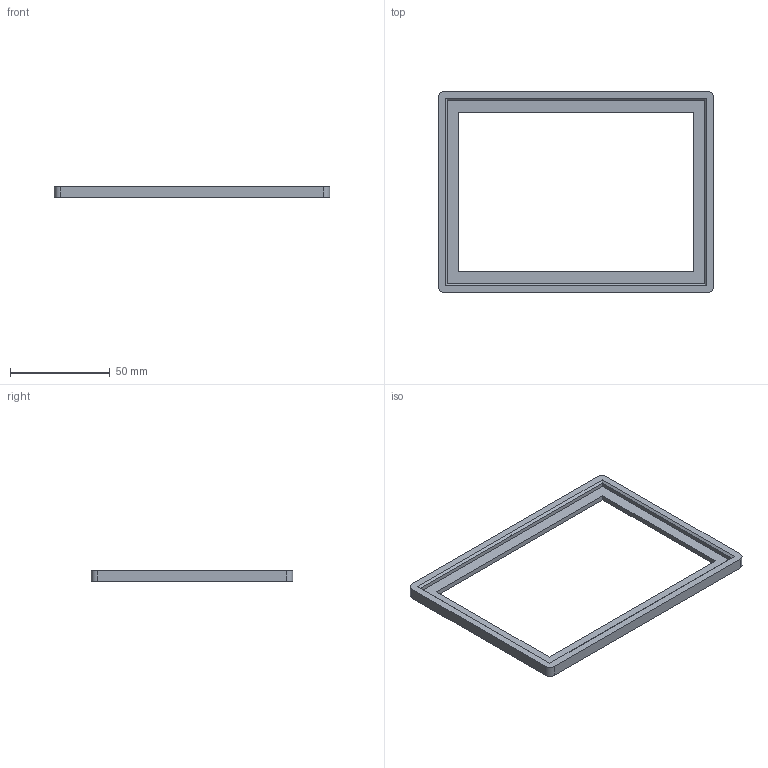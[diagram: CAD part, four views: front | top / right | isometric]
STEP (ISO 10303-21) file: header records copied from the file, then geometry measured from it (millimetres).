
FILE_DESCRIPTION( ( '' ), ' ' );
FILE_NAME( '5b5215fbf5a89d0ed108f228.step', '2018-07-20T17:03:55', ( '' ), ( '' ), ' ', ' ', ' ' );
FILE_SCHEMA( ( 'AUTOMOTIVE_DESIGN { 1 0 10303 214 1 1 1 1 }' ) );
Length unit declared in the file: metre
Products named in the file (1): Frame
Bounding box: 138 x 101 x 5.5 mm (x, y, z)
Volume: 17094.9 mm3; surface area: 13681.2 mm2
Topology: 1 solids, 1 shells, 25 faces, 59 edges, 38 vertices
Faces by surface type: plane 20, cylinder 5
Full cylindrical faces by diameter (mm): 2.85 x1
Entity records: 926 total; most frequent: CARTESIAN_POINT 122, DIRECTION 120, ORIENTED_EDGE 116, EDGE_CURVE 58, LINE 48, VECTOR 48, VERTEX_POINT 38, AXIS2_PLACEMENT_3D 36
